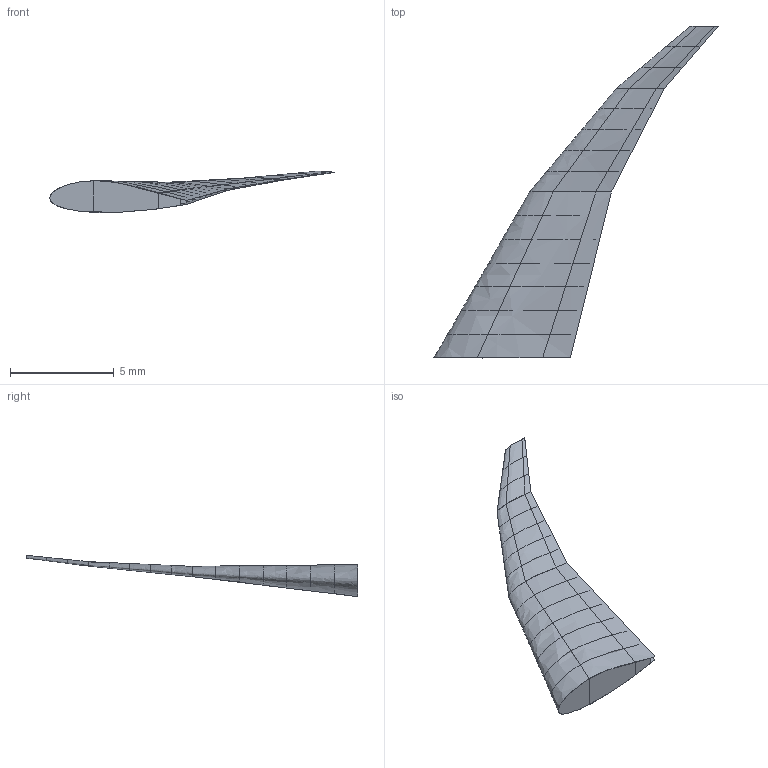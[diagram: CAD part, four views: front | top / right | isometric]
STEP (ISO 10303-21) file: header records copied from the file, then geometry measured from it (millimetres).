
FILE_DESCRIPTION(('Open CASCADE Model'),'2;1');
FILE_NAME('Open CASCADE Shape Model','2023-11-29T00:52:34',('Author'),( 'Open CASCADE'),'ParaPy 1.10.0 - Open CASCADE STEP processor 7.3', 'ParaPy 1.10.0 - Open CASCADE 7.3','Unknown');
FILE_SCHEMA(('CONFIG_CONTROL_DESIGN','SHAPE_APPEARANCE_LAYER_MIM'));
Length unit declared in the file: millimetre
Products named in the file (44): skin; total_cutter; ribs; stringers
Bounding box: 13.7 x 16 x 1.99 mm (x, y, z)
Surface area: 185.2 mm2 (no closed solid volume)
Topology: 0 solids, 19 shells, 25 faces, 87 edges, 106 vertices
Faces by surface type: plane 16, bspline 9
Entity records: 10510 total; most frequent: CARTESIAN_POINT 8294, CC_DESIGN_PERSON_AND_ORGANIZATION_ASSIGNMENT 176, B_SPLINE_CURVE_WITH_KNOTS 129, CC_DESIGN_DATE_AND_TIME_ASSIGNMENT 88, ORIENTED_EDGE 68, PCURVE 68, DEFINITIONAL_REPRESENTATION 68, EDGE_CURVE 62
